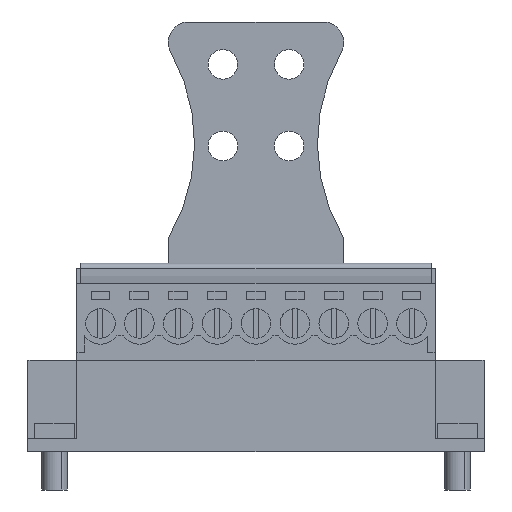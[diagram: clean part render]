
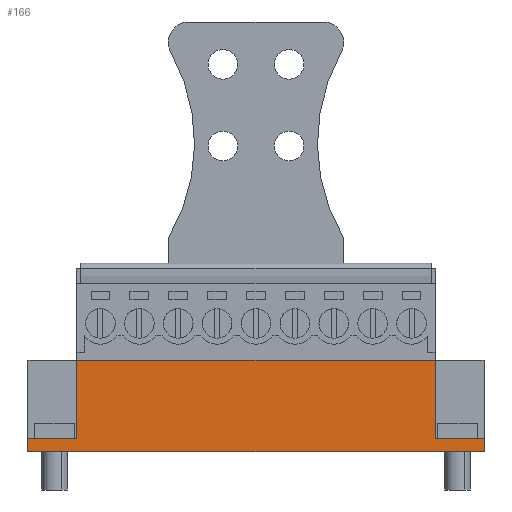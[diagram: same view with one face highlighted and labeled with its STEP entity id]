
A CAD part, front view. The second image highlights one B-rep face of the part: STEP entity #166.
In plain terms, the highlighted planar face has unit normal (0, -1, 0).
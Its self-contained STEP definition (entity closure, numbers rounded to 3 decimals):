
#114=AXIS2_PLACEMENT_3D('Plane Axis2P3D',#111,#112,#113) ;
#42=CARTESIAN_POINT('Vertex',(39.88,0.66,12.7)) ;
#45=CARTESIAN_POINT('Line Origine',(39.88,0.66,8.85)) ;
#49=CARTESIAN_POINT('Vertex',(39.88,0.66,5.)) ;
#90=CARTESIAN_POINT('Vertex',(4.8,0.66,12.7)) ;
#93=CARTESIAN_POINT('Line Origine',(22.34,0.66,12.7)) ;
#111=CARTESIAN_POINT('Axis2P3D Location',(20.83,0.66,12.7)) ;
#116=CARTESIAN_POINT('Line Origine',(44.68,0.66,4.375)) ;
#120=CARTESIAN_POINT('Vertex',(44.68,0.66,5.)) ;
#122=CARTESIAN_POINT('Vertex',(44.68,0.66,3.75)) ;
#125=CARTESIAN_POINT('Line Origine',(42.28,0.66,5.)) ;
#130=CARTESIAN_POINT('Line Origine',(4.8,0.66,8.85)) ;
#134=CARTESIAN_POINT('Vertex',(4.8,0.66,5.)) ;
#137=CARTESIAN_POINT('Line Origine',(2.4,0.66,5.)) ;
#141=CARTESIAN_POINT('Vertex',(0.,0.66,5.)) ;
#144=CARTESIAN_POINT('Line Origine',(0.,0.66,4.375)) ;
#148=CARTESIAN_POINT('Vertex',(0.,0.66,3.75)) ;
#151=CARTESIAN_POINT('Line Origine',(22.34,0.66,3.75)) ;
#46=DIRECTION('Vector Direction',(0.,0.,-1.)) ;
#94=DIRECTION('Vector Direction',(-1.,0.,0.)) ;
#112=DIRECTION('Axis2P3D Direction',(0.,1.,0.)) ;
#113=DIRECTION('Axis2P3D XDirection',(-0.,0.,-1.)) ;
#117=DIRECTION('Vector Direction',(0.,0.,-1.)) ;
#126=DIRECTION('Vector Direction',(-1.,0.,0.)) ;
#131=DIRECTION('Vector Direction',(0.,0.,-1.)) ;
#138=DIRECTION('Vector Direction',(-1.,0.,0.)) ;
#145=DIRECTION('Vector Direction',(0.,0.,-1.)) ;
#152=DIRECTION('Vector Direction',(-1.,0.,0.)) ;
#47=VECTOR('Line Direction',#46,1.) ;
#95=VECTOR('Line Direction',#94,1.) ;
#118=VECTOR('Line Direction',#117,1.) ;
#127=VECTOR('Line Direction',#126,1.) ;
#132=VECTOR('Line Direction',#131,1.) ;
#139=VECTOR('Line Direction',#138,1.) ;
#146=VECTOR('Line Direction',#145,1.) ;
#153=VECTOR('Line Direction',#152,1.) ;
#157=ORIENTED_EDGE('',*,*,#124,.F.) ;
#158=ORIENTED_EDGE('',*,*,#129,.T.) ;
#159=ORIENTED_EDGE('',*,*,#51,.F.) ;
#160=ORIENTED_EDGE('',*,*,#97,.T.) ;
#161=ORIENTED_EDGE('',*,*,#136,.T.) ;
#162=ORIENTED_EDGE('',*,*,#143,.F.) ;
#163=ORIENTED_EDGE('',*,*,#150,.T.) ;
#164=ORIENTED_EDGE('',*,*,#155,.T.) ;
#166=ADVANCED_FACE('HOUSING',(#165),#115,.F.) ;
#51=EDGE_CURVE('',#43,#50,#48,.T.) ;
#97=EDGE_CURVE('',#43,#91,#96,.T.) ;
#124=EDGE_CURVE('',#121,#123,#119,.T.) ;
#129=EDGE_CURVE('',#121,#50,#128,.T.) ;
#136=EDGE_CURVE('',#91,#135,#133,.T.) ;
#143=EDGE_CURVE('',#142,#135,#140,.F.) ;
#150=EDGE_CURVE('',#142,#149,#147,.T.) ;
#155=EDGE_CURVE('',#149,#123,#154,.F.) ;
#156=EDGE_LOOP('',(#157,#158,#159,#160,#161,#162,#163,#164)) ;
#165=FACE_OUTER_BOUND('',#156,.T.) ;
#48=LINE('Line',#45,#47) ;
#96=LINE('Line',#93,#95) ;
#119=LINE('Line',#116,#118) ;
#128=LINE('Line',#125,#127) ;
#133=LINE('Line',#130,#132) ;
#140=LINE('Line',#137,#139) ;
#147=LINE('Line',#144,#146) ;
#154=LINE('Line',#151,#153) ;
#115=PLANE('',#114) ;
#43=VERTEX_POINT('',#42) ;
#50=VERTEX_POINT('',#49) ;
#91=VERTEX_POINT('',#90) ;
#121=VERTEX_POINT('',#120) ;
#123=VERTEX_POINT('',#122) ;
#135=VERTEX_POINT('',#134) ;
#142=VERTEX_POINT('',#141) ;
#149=VERTEX_POINT('',#148) ;
